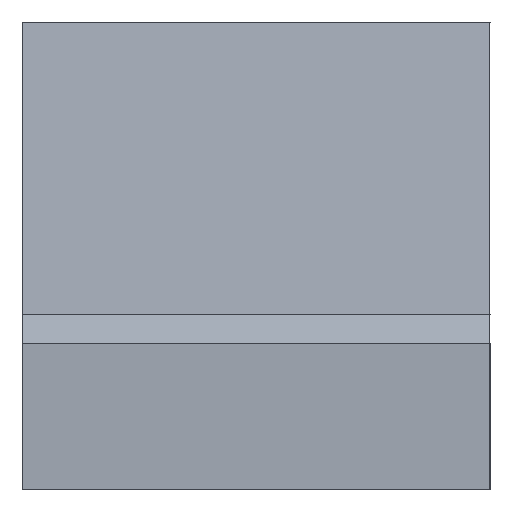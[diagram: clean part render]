
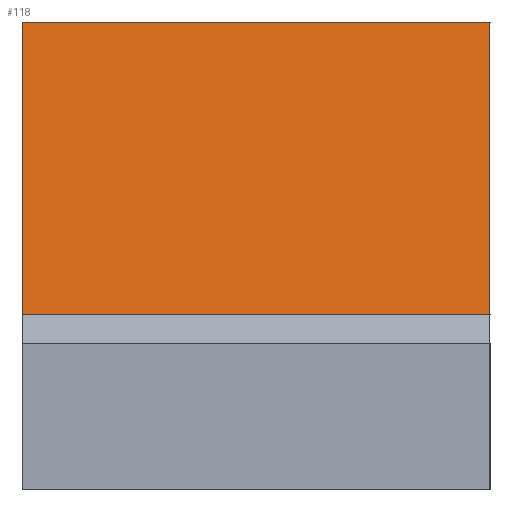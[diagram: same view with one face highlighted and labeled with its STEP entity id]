
A CAD part, left-side view. The second image highlights one B-rep face of the part: STEP entity #118.
In plain terms, the highlighted planar face has unit normal (-0.99, 0, 0.139).
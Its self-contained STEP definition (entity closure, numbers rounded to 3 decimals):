
#118=ADVANCED_FACE('',(#184),#185,.T.);
#184=FACE_OUTER_BOUND('',#292,.T.);
#185=PLANE('',#293);
#292=EDGE_LOOP('',(#459,#460,#461,#462));
#293=AXIS2_PLACEMENT_3D('',#463,#464,#465);
#459=ORIENTED_EDGE('',*,*,#832,.T.);
#460=ORIENTED_EDGE('',*,*,#833,.F.);
#461=ORIENTED_EDGE('',*,*,#834,.F.);
#462=ORIENTED_EDGE('',*,*,#830,.T.);
#463=CARTESIAN_POINT('',(-0.61,0.4,0.3));
#464=DIRECTION('',(-0.99,0.0,0.139));
#465=DIRECTION('',(0.0,1.0,0.0));
#830=EDGE_CURVE('',#981,#979,#982,.T.);
#832=EDGE_CURVE('',#979,#984,#985,.T.);
#833=EDGE_CURVE('',#986,#984,#987,.T.);
#834=EDGE_CURVE('',#981,#986,#988,.T.);
#979=VERTEX_POINT('',#1224);
#981=VERTEX_POINT('',#1227);
#982=LINE('',#1228,#1229);
#984=VERTEX_POINT('',#1232);
#985=LINE('',#1233,#1234);
#986=VERTEX_POINT('',#1235);
#987=LINE('',#1236,#1237);
#988=LINE('',#1238,#1239);
#1224=CARTESIAN_POINT('',(-0.54,0.4,0.8));
#1227=CARTESIAN_POINT('',(-0.54,-0.4,0.8));
#1228=CARTESIAN_POINT('',(-0.54,0.4,0.8));
#1229=VECTOR('',#1534,1000.0);
#1232=CARTESIAN_POINT('',(-0.61,0.4,0.3));
#1233=CARTESIAN_POINT('',(-0.54,0.4,0.8));
#1234=VECTOR('',#1536,1000.0);
#1235=CARTESIAN_POINT('',(-0.61,-0.4,0.3));
#1236=CARTESIAN_POINT('',(-0.61,0.4,0.3));
#1237=VECTOR('',#1537,1000.0);
#1238=CARTESIAN_POINT('',(-0.54,-0.4,0.8));
#1239=VECTOR('',#1538,1000.0);
#1534=DIRECTION('',(0.0,1.0,-0.0));
#1536=DIRECTION('',(-0.139,0.0,-0.99));
#1537=DIRECTION('',(0.0,1.0,-0.0));
#1538=DIRECTION('',(-0.139,0.0,-0.99));
